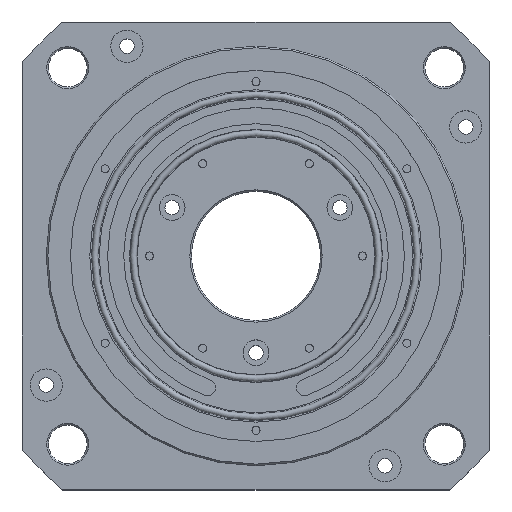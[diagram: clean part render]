
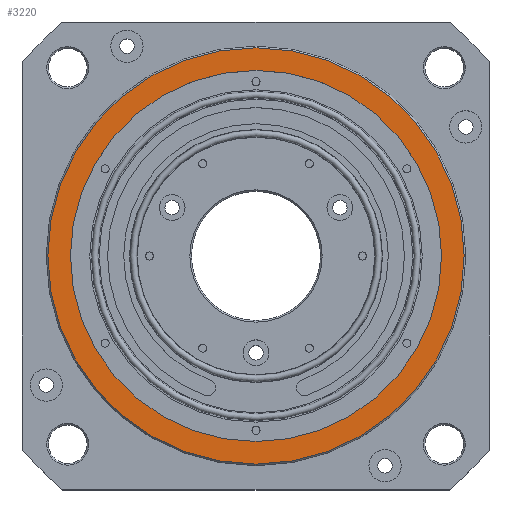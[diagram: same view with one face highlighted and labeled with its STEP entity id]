
A CAD part, top view. The second image highlights one B-rep face of the part: STEP entity #3220.
In plain terms, the highlighted planar face has unit normal (0, 0, 1).
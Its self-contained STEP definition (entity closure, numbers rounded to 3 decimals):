
#2486 = CONICAL_SURFACE('',#2487,64.5,0.785);
#2487 = AXIS2_PLACEMENT_3D('',#2488,#2489,#2490);
#2488 = CARTESIAN_POINT('',(0.,0.,3.5));
#2489 = DIRECTION('',(0.,0.,-1.));
#2490 = DIRECTION('',(1.,0.,0.));
#2859 = EDGE_CURVE('',#2860,#2860,#2862,.T.);
#2860 = VERTEX_POINT('',#2861);
#2861 = CARTESIAN_POINT('',(64.5,0.,3.5));
#2862 = SURFACE_CURVE('',#2863,(#2868,#2875),.PCURVE_S1.);
#2863 = CIRCLE('',#2864,64.5);
#2864 = AXIS2_PLACEMENT_3D('',#2865,#2866,#2867);
#2865 = CARTESIAN_POINT('',(0.,0.,3.5));
#2866 = DIRECTION('',(0.,0.,-1.));
#2867 = DIRECTION('',(1.,0.,0.));
#2868 = PCURVE('',#2486,#2869);
#2869 = DEFINITIONAL_REPRESENTATION('',(#2870),#2874);
#2870 = LINE('',#2871,#2872);
#2871 = CARTESIAN_POINT('',(0.,0.));
#2872 = VECTOR('',#2873,1.);
#2873 = DIRECTION('',(1.,0.));
#2874 = ( GEOMETRIC_REPRESENTATION_CONTEXT(2) 
PARAMETRIC_REPRESENTATION_CONTEXT() REPRESENTATION_CONTEXT('2D SPACE',''
  ) );
#2875 = PCURVE('',#2876,#2881);
#2876 = PLANE('',#2877);
#2877 = AXIS2_PLACEMENT_3D('',#2878,#2879,#2880);
#2878 = CARTESIAN_POINT('',(0.,0.,3.5));
#2879 = DIRECTION('',(0.,0.,-1.));
#2880 = DIRECTION('',(1.,0.,0.));
#2881 = DEFINITIONAL_REPRESENTATION('',(#2882),#2886);
#2882 = CIRCLE('',#2883,64.5);
#2883 = AXIS2_PLACEMENT_2D('',#2884,#2885);
#2884 = CARTESIAN_POINT('',(0.,0.));
#2885 = DIRECTION('',(1.,0.));
#2886 = ( GEOMETRIC_REPRESENTATION_CONTEXT(2) 
PARAMETRIC_REPRESENTATION_CONTEXT() REPRESENTATION_CONTEXT('2D SPACE',''
  ) );
#3220 = ADVANCED_FACE('',(#3221,#3252),#2876,.F.);
#3221 = FACE_BOUND('',#3222,.T.);
#3222 = EDGE_LOOP('',(#3223));
#3223 = ORIENTED_EDGE('',*,*,#3224,.T.);
#3224 = EDGE_CURVE('',#3225,#3225,#3227,.T.);
#3225 = VERTEX_POINT('',#3226);
#3226 = CARTESIAN_POINT('',(57.5,0.,3.5));
#3227 = SURFACE_CURVE('',#3228,(#3233,#3240),.PCURVE_S1.);
#3228 = CIRCLE('',#3229,57.5);
#3229 = AXIS2_PLACEMENT_3D('',#3230,#3231,#3232);
#3230 = CARTESIAN_POINT('',(0.,0.,3.5));
#3231 = DIRECTION('',(0.,0.,-1.));
#3232 = DIRECTION('',(1.,0.,0.));
#3233 = PCURVE('',#2876,#3234);
#3234 = DEFINITIONAL_REPRESENTATION('',(#3235),#3239);
#3235 = CIRCLE('',#3236,57.5);
#3236 = AXIS2_PLACEMENT_2D('',#3237,#3238);
#3237 = CARTESIAN_POINT('',(0.,0.));
#3238 = DIRECTION('',(1.,0.));
#3239 = ( GEOMETRIC_REPRESENTATION_CONTEXT(2) 
PARAMETRIC_REPRESENTATION_CONTEXT() REPRESENTATION_CONTEXT('2D SPACE',''
  ) );
#3240 = PCURVE('',#3241,#3246);
#3241 = CYLINDRICAL_SURFACE('',#3242,57.5);
#3242 = AXIS2_PLACEMENT_3D('',#3243,#3244,#3245);
#3243 = CARTESIAN_POINT('',(0.,0.,-1.5));
#3244 = DIRECTION('',(0.,0.,1.));
#3245 = DIRECTION('',(1.,0.,0.));
#3246 = DEFINITIONAL_REPRESENTATION('',(#3247),#3251);
#3247 = LINE('',#3248,#3249);
#3248 = CARTESIAN_POINT('',(0.,5.));
#3249 = VECTOR('',#3250,1.);
#3250 = DIRECTION('',(-1.,0.));
#3251 = ( GEOMETRIC_REPRESENTATION_CONTEXT(2) 
PARAMETRIC_REPRESENTATION_CONTEXT() REPRESENTATION_CONTEXT('2D SPACE',''
  ) );
#3252 = FACE_BOUND('',#3253,.T.);
#3253 = EDGE_LOOP('',(#3254));
#3254 = ORIENTED_EDGE('',*,*,#2859,.F.);
